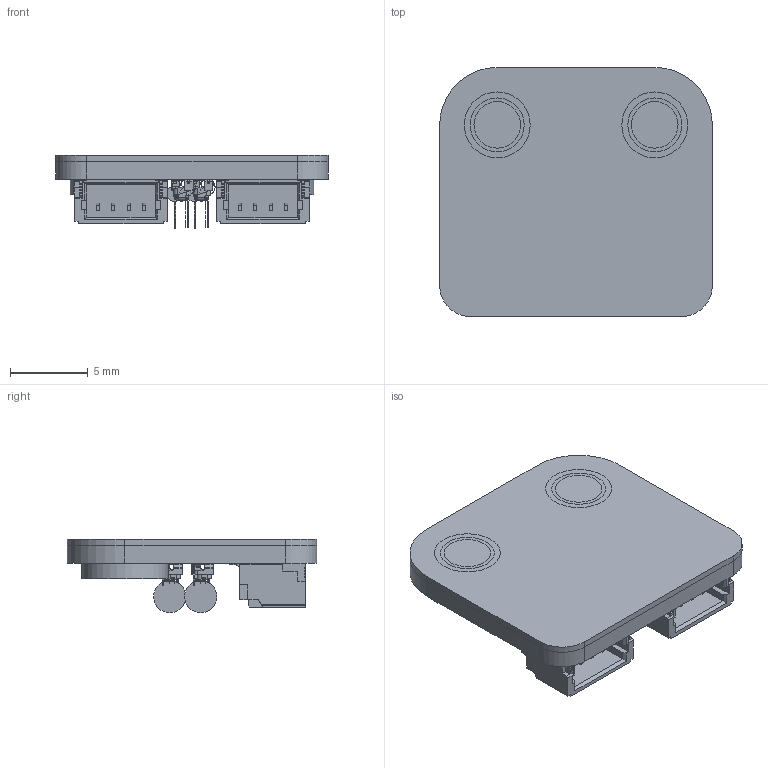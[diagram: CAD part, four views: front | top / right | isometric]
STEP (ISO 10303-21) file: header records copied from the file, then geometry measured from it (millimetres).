
FILE_DESCRIPTION(('Open CASCADE Model'),'2;1');
FILE_NAME('Open CASCADE Shape Model','2023-03-19T18:21:23',('Author'),( 'Open CASCADE'),'Open CASCADE STEP processor 7.5','Open CASCADE 7.5' ,'Unknown');
FILE_SCHEMA(('AUTOMOTIVE_DESIGN { 1 0 10303 214 1 1 1 1 }'));
Length unit declared in the file: millimetre
Products named in the file (1): PCB
Bounding box: 17.58 x 16.07 x 4.74 mm (x, y, z)
Volume: 626.5 mm3; surface area: 1843.6 mm2
Topology: 18 solids, 20 shells, 1134 faces, 3016 edges, 1880 vertices
Faces by surface type: plane 702, cylinder 362, bspline 44, revolution 14, torus 8, cone 4
Full cylindrical faces by diameter (mm): 0.34 x2, 4.25 x2
Entity records: 35276 total; most frequent: CARTESIAN_POINT 7167, ORIENTED_EDGE 5960, DIRECTION 5692, EDGE_CURVE 2982, LINE 1982, VECTOR 1982, VERTEX_POINT 1884, AXIS2_PLACEMENT_3D 1849
